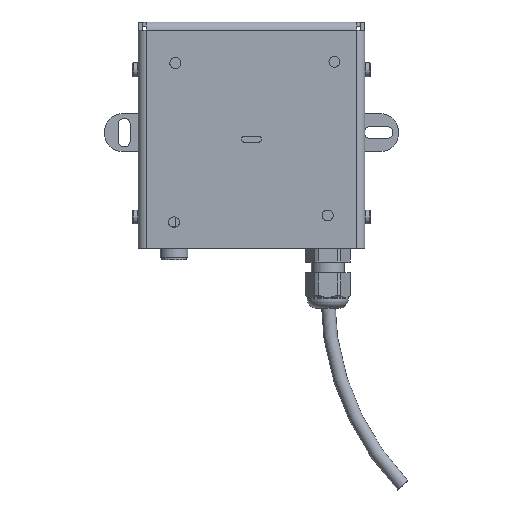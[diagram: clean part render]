
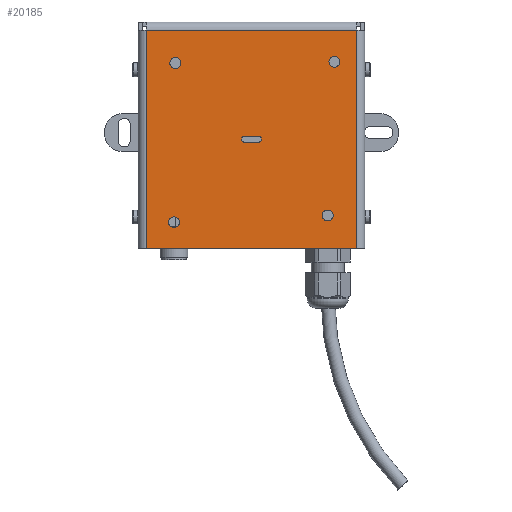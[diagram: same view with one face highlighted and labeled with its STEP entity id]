
A CAD part, top view. The second image highlights one B-rep face of the part: STEP entity #20185.
In plain terms, the highlighted face is planar.
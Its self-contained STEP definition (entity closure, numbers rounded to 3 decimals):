
#987=FACE_BOUND('',#3417,.T.);
#988=FACE_BOUND('',#3418,.T.);
#989=FACE_BOUND('',#3419,.T.);
#990=FACE_BOUND('',#3420,.T.);
#991=FACE_BOUND('',#3421,.T.);
#1250=PLANE('',#21969);
#2185=FACE_OUTER_BOUND('',#3416,.T.);
#3416=EDGE_LOOP('',(#15708,#15709,#15710,#15711));
#3417=EDGE_LOOP('',(#15712));
#3418=EDGE_LOOP('',(#15713));
#3419=EDGE_LOOP('',(#15714));
#3420=EDGE_LOOP('',(#15715));
#3421=EDGE_LOOP('',(#15716,#15717,#15718,#15719,#15720,#15721,#15722,#15723));
#4449=LINE('',#29566,#6594);
#4455=LINE('',#29581,#6600);
#4459=LINE('',#29593,#6604);
#4462=LINE('',#29602,#6607);
#4877=LINE('',#30767,#7022);
#4890=LINE('',#30798,#7035);
#4898=LINE('',#30821,#7043);
#4903=LINE('',#30837,#7048);
#6594=VECTOR('',#23820,10.);
#6600=VECTOR('',#23834,10.);
#6604=VECTOR('',#23846,10.);
#6607=VECTOR('',#23857,10.);
#7022=VECTOR('',#24984,10.);
#7035=VECTOR('',#25023,10.);
#7043=VECTOR('',#25053,10.);
#7048=VECTOR('',#25078,10.);
#8606=CIRCLE('',#21565,0.5);
#8608=CIRCLE('',#21569,0.5);
#8610=CIRCLE('',#21573,0.5);
#8612=CIRCLE('',#21577,0.5);
#8770=CIRCLE('',#21919,2.);
#8772=CIRCLE('',#21922,2.);
#8774=CIRCLE('',#21925,2.);
#8776=CIRCLE('',#21928,2.);
#9343=VERTEX_POINT('',#29556);
#9344=VERTEX_POINT('',#29557);
#9347=VERTEX_POINT('',#29565);
#9349=VERTEX_POINT('',#29571);
#9350=VERTEX_POINT('',#29572);
#9353=VERTEX_POINT('',#29583);
#9354=VERTEX_POINT('',#29584);
#9357=VERTEX_POINT('',#29595);
#9732=VERTEX_POINT('',#30712);
#9734=VERTEX_POINT('',#30718);
#9736=VERTEX_POINT('',#30724);
#9738=VERTEX_POINT('',#30730);
#9751=VERTEX_POINT('',#30764);
#9752=VERTEX_POINT('',#30766);
#9757=VERTEX_POINT('',#30796);
#9761=VERTEX_POINT('',#30820);
#11253=EDGE_CURVE('',#9343,#9344,#8606,.T.);
#11257=EDGE_CURVE('',#9347,#9344,#4449,.T.);
#11260=EDGE_CURVE('',#9349,#9350,#8608,.T.);
#11265=EDGE_CURVE('',#9343,#9350,#4455,.T.);
#11266=EDGE_CURVE('',#9353,#9354,#8610,.T.);
#11271=EDGE_CURVE('',#9349,#9354,#4459,.T.);
#11272=EDGE_CURVE('',#9347,#9357,#8612,.T.);
#11276=EDGE_CURVE('',#9353,#9357,#4462,.T.);
#11830=EDGE_CURVE('',#9732,#9732,#8770,.T.);
#11833=EDGE_CURVE('',#9734,#9734,#8772,.T.);
#11836=EDGE_CURVE('',#9736,#9736,#8774,.T.);
#11839=EDGE_CURVE('',#9738,#9738,#8776,.T.);
#11856=EDGE_CURVE('',#9752,#9751,#4877,.T.);
#11873=EDGE_CURVE('',#9751,#9757,#4890,.T.);
#11885=EDGE_CURVE('',#9761,#9752,#4898,.T.);
#11893=EDGE_CURVE('',#9761,#9757,#4903,.T.);
#15708=ORIENTED_EDGE('',*,*,#11856,.T.);
#15709=ORIENTED_EDGE('',*,*,#11873,.T.);
#15710=ORIENTED_EDGE('',*,*,#11893,.F.);
#15711=ORIENTED_EDGE('',*,*,#11885,.T.);
#15712=ORIENTED_EDGE('',*,*,#11830,.T.);
#15713=ORIENTED_EDGE('',*,*,#11833,.T.);
#15714=ORIENTED_EDGE('',*,*,#11836,.T.);
#15715=ORIENTED_EDGE('',*,*,#11839,.T.);
#15716=ORIENTED_EDGE('',*,*,#11271,.T.);
#15717=ORIENTED_EDGE('',*,*,#11266,.F.);
#15718=ORIENTED_EDGE('',*,*,#11276,.T.);
#15719=ORIENTED_EDGE('',*,*,#11272,.F.);
#15720=ORIENTED_EDGE('',*,*,#11257,.T.);
#15721=ORIENTED_EDGE('',*,*,#11253,.F.);
#15722=ORIENTED_EDGE('',*,*,#11265,.T.);
#15723=ORIENTED_EDGE('',*,*,#11260,.F.);
#20185=ADVANCED_FACE('',(#2185,#987,#988,#989,#990,#991),#1250,.F.);
#21565=AXIS2_PLACEMENT_3D('',#29558,#23812,#23813);
#21569=AXIS2_PLACEMENT_3D('',#29573,#23825,#23826);
#21573=AXIS2_PLACEMENT_3D('',#29585,#23837,#23838);
#21577=AXIS2_PLACEMENT_3D('',#29596,#23849,#23850);
#21919=AXIS2_PLACEMENT_3D('',#30713,#24933,#24934);
#21922=AXIS2_PLACEMENT_3D('',#30719,#24940,#24941);
#21925=AXIS2_PLACEMENT_3D('',#30725,#24947,#24948);
#21928=AXIS2_PLACEMENT_3D('',#30731,#24954,#24955);
#21969=AXIS2_PLACEMENT_3D('',#30836,#25076,#25077);
#23812=DIRECTION('center_axis',(0.,0.,-1.));
#23813=DIRECTION('ref_axis',(0.707,0.707,0.));
#23820=DIRECTION('',(0.,1.,0.));
#23825=DIRECTION('center_axis',(0.,0.,-1.));
#23826=DIRECTION('ref_axis',(-0.707,0.707,0.));
#23834=DIRECTION('',(-1.,0.,0.));
#23837=DIRECTION('center_axis',(0.,0.,-1.));
#23838=DIRECTION('ref_axis',(-0.707,-0.707,0.));
#23846=DIRECTION('',(0.,-1.,0.));
#23849=DIRECTION('center_axis',(0.,0.,-1.));
#23850=DIRECTION('ref_axis',(0.707,-0.707,0.));
#23857=DIRECTION('',(1.,0.,0.));
#24933=DIRECTION('center_axis',(0.,0.,1.));
#24934=DIRECTION('ref_axis',(1.,0.,0.));
#24940=DIRECTION('center_axis',(0.,0.,1.));
#24941=DIRECTION('ref_axis',(1.,0.,0.));
#24947=DIRECTION('center_axis',(0.,0.,1.));
#24948=DIRECTION('ref_axis',(1.,0.,0.));
#24954=DIRECTION('center_axis',(0.,0.,1.));
#24955=DIRECTION('ref_axis',(1.,0.,0.));
#24984=DIRECTION('',(1.,0.,0.));
#25023=DIRECTION('',(0.,-1.,0.));
#25053=DIRECTION('',(0.,1.,0.));
#25076=DIRECTION('center_axis',(0.,0.,1.));
#25077=DIRECTION('ref_axis',(1.,0.,0.));
#25078=DIRECTION('',(1.,0.,0.));
#29556=CARTESIAN_POINT('',(44.5,41.,0.));
#29557=CARTESIAN_POINT('',(45.,40.5,0.));
#29558=CARTESIAN_POINT('Origin',(44.5,40.5,0.));
#29565=CARTESIAN_POINT('',(45.,39.5,0.));
#29566=CARTESIAN_POINT('',(45.,40.25,0.));
#29571=CARTESIAN_POINT('',(38.,40.5,0.));
#29572=CARTESIAN_POINT('',(38.5,41.,0.));
#29573=CARTESIAN_POINT('Origin',(38.5,40.5,0.));
#29581=CARTESIAN_POINT('',(43.25,41.,0.));
#29583=CARTESIAN_POINT('',(38.5,39.,0.));
#29584=CARTESIAN_POINT('',(38.,39.5,0.));
#29585=CARTESIAN_POINT('Origin',(38.5,39.5,0.));
#29593=CARTESIAN_POINT('',(38.,41.25,0.));
#29595=CARTESIAN_POINT('',(44.5,39.,0.));
#29596=CARTESIAN_POINT('Origin',(44.5,39.5,0.));
#29602=CARTESIAN_POINT('',(39.75,39.,0.));
#30712=CARTESIAN_POINT('',(67.9,9.6,0.));
#30713=CARTESIAN_POINT('Origin',(69.9,9.6,0.));
#30718=CARTESIAN_POINT('',(11.57,12.07,0.));
#30719=CARTESIAN_POINT('Origin',(13.57,12.07,0.));
#30724=CARTESIAN_POINT('',(67.431,67.931,0.));
#30725=CARTESIAN_POINT('Origin',(69.431,67.931,0.));
#30730=CARTESIAN_POINT('',(9.1,68.4,0.));
#30731=CARTESIAN_POINT('Origin',(11.1,68.4,0.));
#30764=CARTESIAN_POINT('',(80.,80.,0.));
#30766=CARTESIAN_POINT('',(3.,80.,0.));
#30767=CARTESIAN_POINT('',(60.75,80.,0.));
#30796=CARTESIAN_POINT('',(80.,0.,0.));
#30798=CARTESIAN_POINT('',(80.,20.75,0.));
#30820=CARTESIAN_POINT('',(3.,0.,0.));
#30821=CARTESIAN_POINT('',(3.,60.75,0.));
#30836=CARTESIAN_POINT('Origin',(41.5,41.5,0.));
#30837=CARTESIAN_POINT('',(0.,0.,0.));
